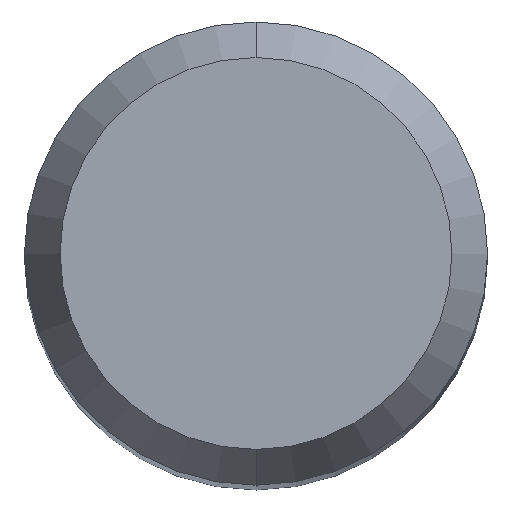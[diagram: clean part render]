
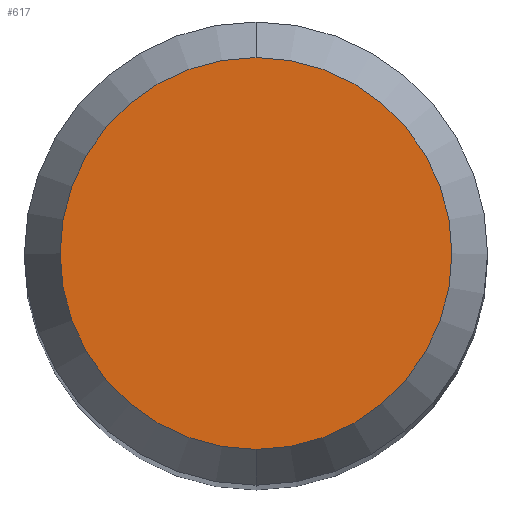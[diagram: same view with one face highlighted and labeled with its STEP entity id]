
A CAD part, top view. The second image highlights one B-rep face of the part: STEP entity #617.
In plain terms, the highlighted planar face has unit normal (0, 0, 1).
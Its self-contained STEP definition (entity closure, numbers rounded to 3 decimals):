
#617=ADVANCED_FACE('',(#1548),#1549,.T.);
#637=VERTEX_POINT('',#1571);
#787=EDGE_CURVE('',#637,#835,#1730,.T.);
#835=VERTEX_POINT('',#1785);
#1061=EDGE_CURVE('',#835,#637,#2025,.T.);
#1548=FACE_OUTER_BOUND('',#3444,.T.);
#1549=PLANE('',#3445);
#1571=CARTESIAN_POINT('',(0.,-2.538,0.0));
#1730=CIRCLE('',#4337,2.538);
#1785=CARTESIAN_POINT('',(0.0,2.538,0.0));
#2025=CIRCLE('',#5461,2.538);
#3444=EDGE_LOOP('',(#7139,#7140));
#3445=AXIS2_PLACEMENT_3D('',#7141,#7142,#7143);
#4337=AXIS2_PLACEMENT_3D('',#7302,#7303,#7304);
#5461=AXIS2_PLACEMENT_3D('',#7601,#7602,#7603);
#7139=ORIENTED_EDGE('',*,*,#1061,.F.);
#7140=ORIENTED_EDGE('',*,*,#787,.F.);
#7141=CARTESIAN_POINT('',(0.0,1.269,0.0));
#7142=DIRECTION('',(-0.0,0.0,1.0));
#7143=DIRECTION('',(0.0,-1.0,0.0));
#7302=CARTESIAN_POINT('',(0.0,0.0,0.0));
#7303=DIRECTION('',(0.0,0.0,-1.0));
#7304=DIRECTION('',(0.0,1.0,0.0));
#7601=CARTESIAN_POINT('',(0.0,0.0,0.0));
#7602=DIRECTION('',(0.0,0.0,-1.0));
#7603=DIRECTION('',(0.0,1.0,0.0));
